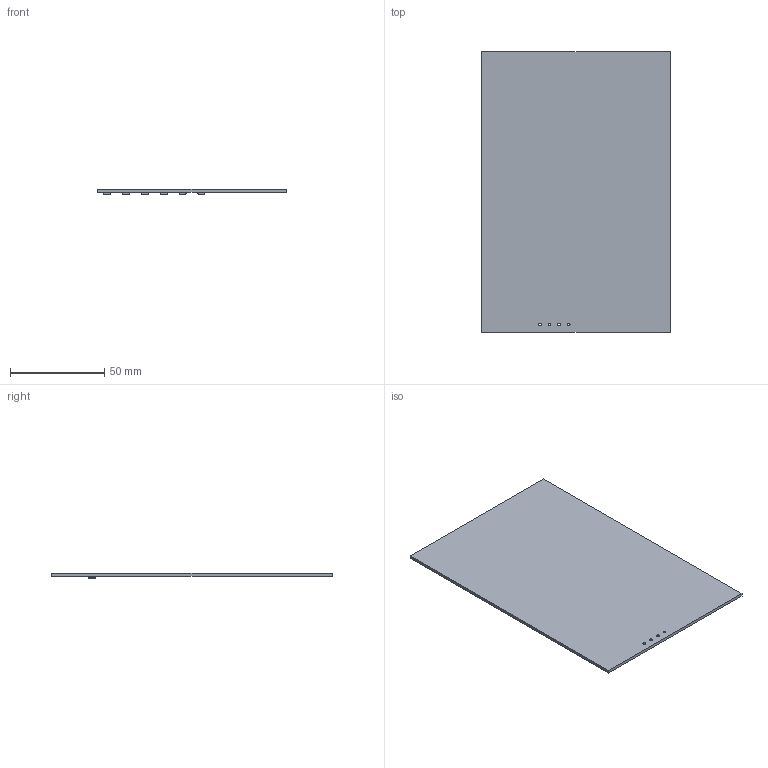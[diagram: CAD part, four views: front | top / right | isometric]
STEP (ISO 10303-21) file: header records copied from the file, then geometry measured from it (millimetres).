
FILE_DESCRIPTION(('KiCad electronic assembly'),'2;1');
FILE_NAME('LED_panel_matrix.step','2022-07-25T15:09:51',('Pcbnew'),( 'Kicad'),'Open CASCADE STEP processor 7.5','KiCad to STEP converter' ,'Unknown');
FILE_SCHEMA(('AUTOMOTIVE_DESIGN { 1 0 10303 214 1 1 1 1 }'));
Length unit declared in the file: millimetre
Products named in the file (4): LED_panel_matrix 1; LED_WS2812_PLCC6_5.0x5.0mm_P1.6mm; SOLID; LED_panel_matrix PCB
Assembly tree (8 placements, depth 3):
  LED_panel_matrix 1
    LED_WS2812_PLCC6_5.0x5.0mm_P1.6mm  x6
      SOLID
    LED_panel_matrix PCB
Bounding box: 99.97 x 149 x 2.94 mm (x, y, z)
Volume: 23903.2 mm3; surface area: 30905.6 mm2
Topology: 7 solids, 7 shells, 574 faces, 1734 edges, 1144 vertices
Faces by surface type: bspline 564, plane 6, cylinder 4
Full cylindrical faces by diameter (mm): 1.52 x4
Entity records: 7629 total; most frequent: CARTESIAN_POINT 2773, B_SPLINE_CURVE_WITH_KNOTS 749, ORIENTED_EDGE 618, PCURVE 618, DEFINITIONAL_REPRESENTATION 618, EDGE_CURVE 309, SURFACE_CURVE 303, VERTEX_POINT 204
